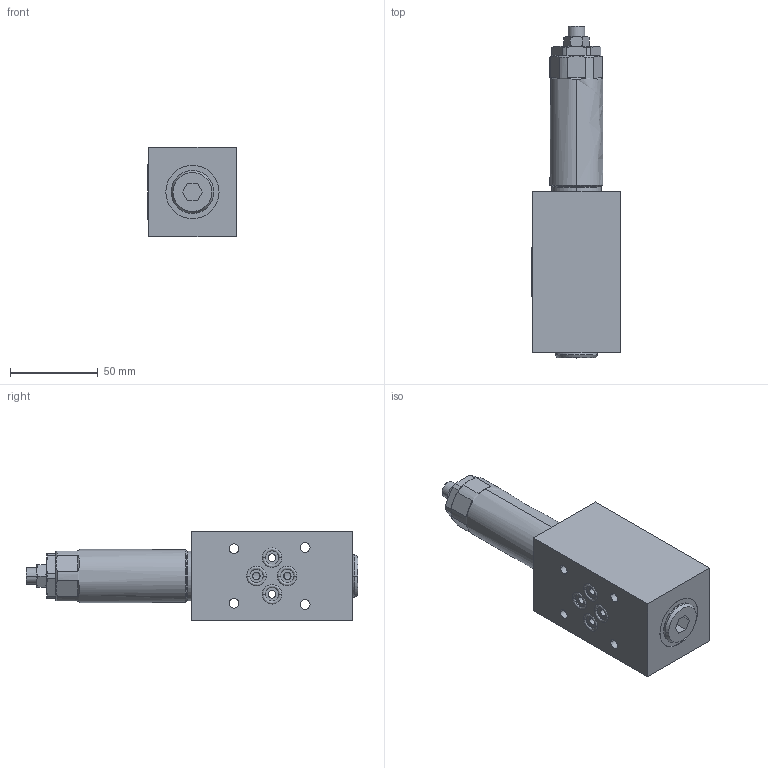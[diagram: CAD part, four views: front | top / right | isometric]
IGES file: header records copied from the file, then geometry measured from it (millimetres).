
Start section:  PTC IGES file: ilc70842551.igs
Global section: file name: ilc70842551.igs; native system: Pro/ENGINEER by Parametric Technology Corporation; preprocessor: 2007460; author: jdw; organization: Unknown; date: 20120305.153752; units: inch
Bounding box: 50.55 x 188.94 x 50.8 mm (x, y, z)
Surface area: 46718.4 mm2 (no closed solid volume)
Topology: 0 solids, 0 shells, 213 faces, 1120 edges, 1112 vertices
Faces by surface type: revolution 138, bspline 75
